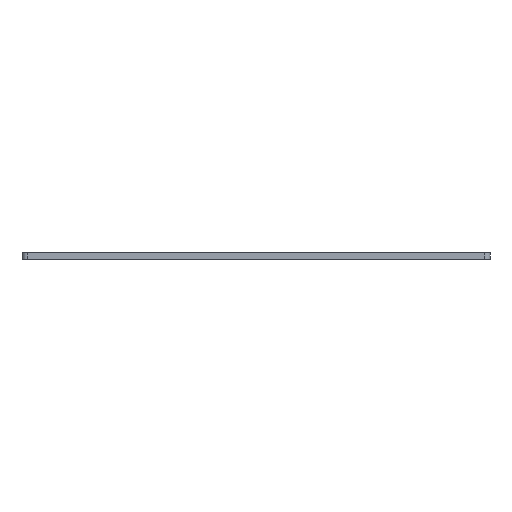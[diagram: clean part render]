
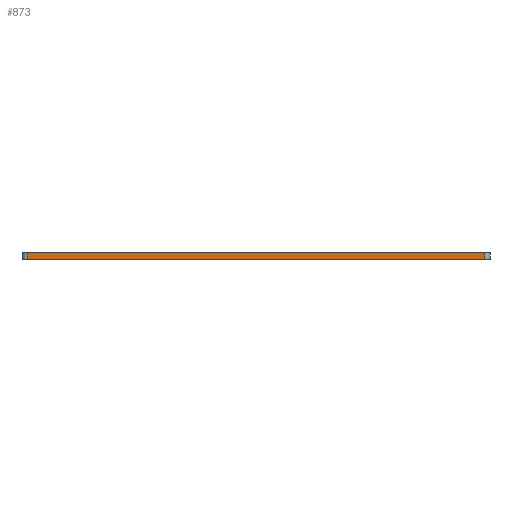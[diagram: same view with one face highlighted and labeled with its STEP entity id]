
A CAD part, left-side view. The second image highlights one B-rep face of the part: STEP entity #873.
In plain terms, the highlighted planar face has unit normal (-1, 0, 0).
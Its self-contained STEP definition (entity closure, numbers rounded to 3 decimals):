
#71=PLANE('',#959);
#91=FACE_OUTER_BOUND('',#158,.T.);
#158=EDGE_LOOP('',(#685,#686,#687,#688));
#236=LINE('',#1375,#292);
#237=LINE('',#1420,#293);
#238=LINE('',#1423,#294);
#239=LINE('',#1424,#295);
#292=VECTOR('',#1106,10.);
#293=VECTOR('',#1153,10.);
#294=VECTOR('',#1156,10.);
#295=VECTOR('',#1157,10.);
#418=VERTEX_POINT('',#1372);
#419=VERTEX_POINT('',#1374);
#440=VERTEX_POINT('',#1418);
#441=VERTEX_POINT('',#1422);
#512=EDGE_CURVE('',#418,#419,#236,.T.);
#535=EDGE_CURVE('',#419,#440,#237,.T.);
#536=EDGE_CURVE('',#441,#418,#238,.T.);
#537=EDGE_CURVE('',#440,#441,#239,.T.);
#685=ORIENTED_EDGE('',*,*,#535,.F.);
#686=ORIENTED_EDGE('',*,*,#512,.F.);
#687=ORIENTED_EDGE('',*,*,#536,.F.);
#688=ORIENTED_EDGE('',*,*,#537,.F.);
#873=ADVANCED_FACE('',(#91),#71,.T.);
#959=AXIS2_PLACEMENT_3D('',#1421,#1154,#1155);
#1106=DIRECTION('',(0.,1.,0.));
#1153=DIRECTION('',(0.,0.,1.));
#1154=DIRECTION('center_axis',(-1.,0.,0.));
#1155=DIRECTION('ref_axis',(0.,-1.,0.));
#1156=DIRECTION('',(0.,0.,-1.));
#1157=DIRECTION('',(0.,-1.,0.));
#1372=CARTESIAN_POINT('',(0.,-440.,0.));
#1374=CARTESIAN_POINT('',(0.,-5.,0.));
#1375=CARTESIAN_POINT('',(0.,-445.,0.));
#1418=CARTESIAN_POINT('',(0.,-5.,6.35));
#1420=CARTESIAN_POINT('',(0.,-5.,0.));
#1421=CARTESIAN_POINT('Origin',(0.,0.,0.));
#1422=CARTESIAN_POINT('',(0.,-440.,6.35));
#1423=CARTESIAN_POINT('',(0.,-440.,0.));
#1424=CARTESIAN_POINT('',(0.,-445.,6.35));
